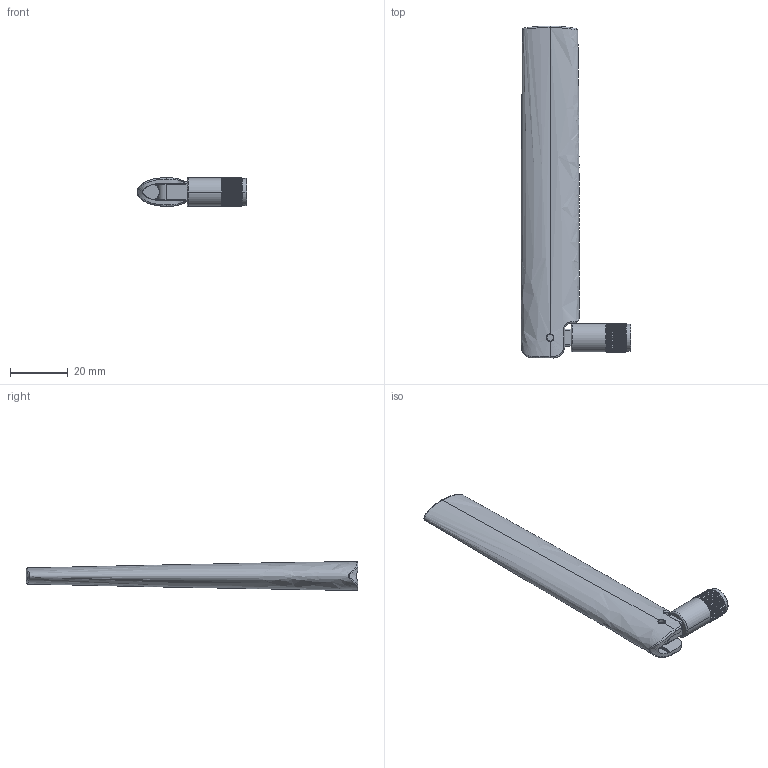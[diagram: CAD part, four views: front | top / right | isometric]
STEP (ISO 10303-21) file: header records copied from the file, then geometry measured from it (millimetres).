
FILE_DESCRIPTION (( 'STEP AP214' ), '1' );
FILE_NAME ('FM51RD1031_3D.step', '2022-12-30T21:28:35', ( '' ), ( '' ), 'SwSTEP 2.0', 'SolidWorks 2022', '' );
FILE_SCHEMA (( 'AUTOMOTIVE_DESIGN' ));
Length unit declared in the file: inch
Products named in the file (1): FM51RD1031_3D
Bounding box: 37.96 x 114.78 x 10.07 mm (x, y, z)
Volume: 14776.4 mm3; surface area: 7173.9 mm2
Topology: 2 solids, 2 shells, 339 faces, 960 edges, 637 vertices
Faces by surface type: cylinder 200, plane 106, bspline 12, torus 11, cone 10
Entity records: 17812 total; most frequent: CARTESIAN_POINT 9828, ORIENTED_EDGE 1920, DIRECTION 1274, EDGE_CURVE 960, VERTEX_POINT 637, B_SPLINE_CURVE_WITH_KNOTS 486, AXIS2_PLACEMENT_3D 477, EDGE_LOOP 355
